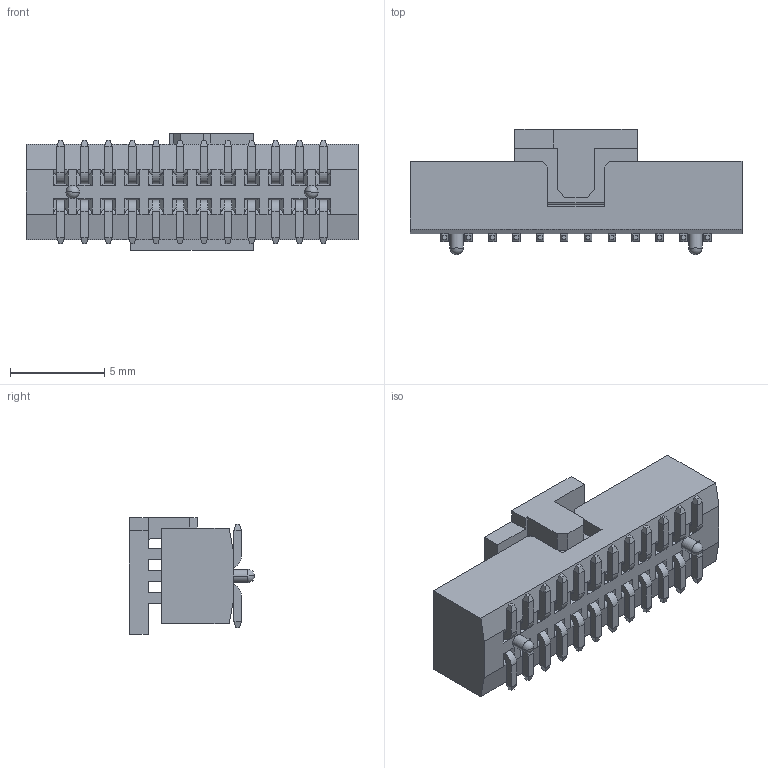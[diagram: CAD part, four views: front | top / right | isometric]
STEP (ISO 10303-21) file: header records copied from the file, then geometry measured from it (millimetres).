
FILE_DESCRIPTION( ('This file contains a STEP AP42 implementation' ,'as created by ZW3D STEP Interface translator.') ,'2;1' );
FILE_NAME( '3136-XXMXXBK00X1.stp' ,'231122. 94434', (''), ('ZWCAD Software Co.'), 'Version 1.0', 'ZW3D to STEP translator', '' );
FILE_SCHEMA(('AUTOMOTIVE_DESIGN { 1 0 10303 214 1 1 1 1 }'));
Length unit declared in the file: millimetre
Products named in the file (2): 0; 3136-24MG0BK00R1
Bounding box: 17.65 x 6.65 x 6.2 mm (x, y, z)
Volume: 305.4 mm3; surface area: 829.3 mm2
Topology: 1 solids, 1 shells, 752 faces, 1898 edges, 1132 vertices
Faces by surface type: plane 662, cylinder 86, sphere 4
Entity records: 22812 total; most frequent: CARTESIAN_POINT 3971, ORIENTED_EDGE 3884, DIRECTION 3576, EDGE_CURVE 1894, VECTOR 1622, LINE 1622, VERTEX_POINT 1132, AXIS2_PLACEMENT_3D 977
